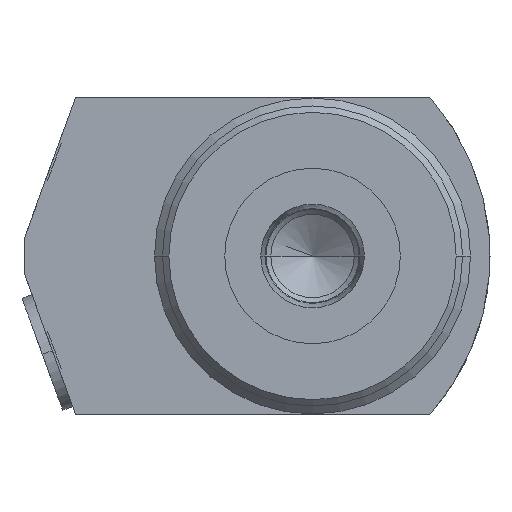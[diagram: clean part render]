
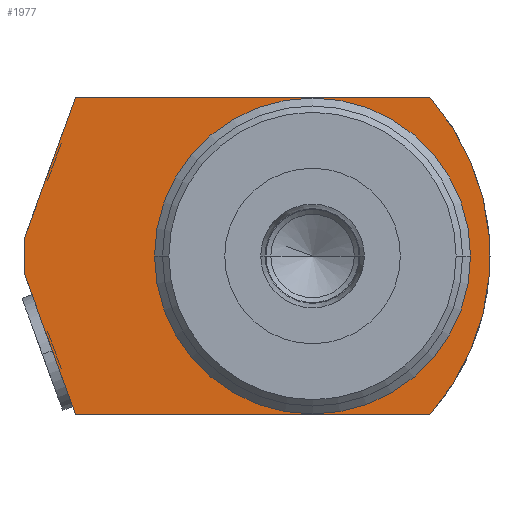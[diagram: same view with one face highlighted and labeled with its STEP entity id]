
A CAD part, left-side view. The second image highlights one B-rep face of the part: STEP entity #1977.
In plain terms, the highlighted planar face has unit normal (-1, 0, 0).
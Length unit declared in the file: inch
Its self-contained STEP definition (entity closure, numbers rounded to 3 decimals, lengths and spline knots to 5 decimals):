
#390=CARTESIAN_POINT('',(0.,-0.291,0.));
#391=DIRECTION('',(-1.,0.,0.));
#392=DIRECTION('',(0.,1.,0.));
#393=AXIS2_PLACEMENT_3D('',#390,#391,#392);
#398=CARTESIAN_POINT('',(0.,-0.291,0.));
#399=DIRECTION('',(1.,0.,0.));
#400=DIRECTION('',(0.,1.,0.));
#401=AXIS2_PLACEMENT_3D('',#398,#399,#400);
#406=DIRECTION('',(0.,0.,1.));
#407=VECTOR('',#406,0.16757);
#408=CARTESIAN_POINT('',(0.,1.063,-0.08379));
#409=LINE('',#408,#407);
#413=DIRECTION('',(0.,-0.342,0.94));
#414=VECTOR('',#413,0.70365);
#415=CARTESIAN_POINT('',(0.,1.063,0.08379));
#416=LINE('',#415,#414);
#420=DIRECTION('',(0.,-1.,0.));
#421=VECTOR('',#420,1.66531);
#422=CARTESIAN_POINT('',(0.,0.82234,0.745));
#423=LINE('',#422,#421);
#427=CARTESIAN_POINT('',(0.,0.,0.));
#428=DIRECTION('',(1.,0.,0.));
#429=DIRECTION('',(0.,-0.749,0.662));
#430=AXIS2_PLACEMENT_3D('',#427,#428,#429);
#435=DIRECTION('',(0.,1.,0.));
#436=VECTOR('',#435,1.66531);
#437=CARTESIAN_POINT('',(0.,-0.84297,-0.745));
#438=LINE('',#437,#436);
#442=DIRECTION('',(0.,0.342,0.94));
#443=VECTOR('',#442,0.70365);
#444=CARTESIAN_POINT('',(0.,0.82234,-0.745));
#445=LINE('',#444,#443);
#1491=CARTESIAN_POINT('',(0.,-0.84297,-0.745));
#1492=CARTESIAN_POINT('',(0.,0.82234,-0.745));
#1493=VERTEX_POINT('',#1491);
#1494=VERTEX_POINT('',#1492);
#1495=CARTESIAN_POINT('',(0.,0.82234,0.745));
#1496=CARTESIAN_POINT('',(0.,-0.84297,0.745));
#1497=VERTEX_POINT('',#1495);
#1498=VERTEX_POINT('',#1496);
#1517=CARTESIAN_POINT('',(0.,0.414,0.));
#1519=VERTEX_POINT('',#1517);
#1521=CARTESIAN_POINT('',(0.,-0.996,0.));
#1523=VERTEX_POINT('',#1521);
#1594=CARTESIAN_POINT('',(0.,1.063,-0.08379));
#1595=CARTESIAN_POINT('',(0.,1.063,0.08379));
#1596=VERTEX_POINT('',#1594);
#1597=VERTEX_POINT('',#1595);
#1954=CARTESIAN_POINT('',(0.,0.,0.));
#1955=DIRECTION('',(1.,0.,0.));
#1956=DIRECTION('',(0.,0.,-1.));
#1957=AXIS2_PLACEMENT_3D('',#1954,#1955,#1956);
#1958=PLANE('',#1957);
#1960=ORIENTED_EDGE('',*,*,#1959,.T.);
#1962=ORIENTED_EDGE('',*,*,#1961,.T.);
#1964=ORIENTED_EDGE('',*,*,#1963,.T.);
#1966=ORIENTED_EDGE('',*,*,#1965,.T.);
#1968=ORIENTED_EDGE('',*,*,#1967,.T.);
#1970=ORIENTED_EDGE('',*,*,#1969,.T.);
#1971=EDGE_LOOP('',(#1960,#1962,#1964,#1966,#1968,#1970));
#1972=FACE_OUTER_BOUND('',#1971,.F.);
#1973=ORIENTED_EDGE('',*,*,#1949,.T.);
#1974=ORIENTED_EDGE('',*,*,#1933,.F.);
#1975=EDGE_LOOP('',(#1973,#1974));
#1976=FACE_BOUND('',#1975,.F.);
#394=CIRCLE('',#393,0.705);
#402=CIRCLE('',#401,0.705);
#431=CIRCLE('',#430,1.125);
#1933=EDGE_CURVE('',#1519,#1523,#402,.T.);
#1949=EDGE_CURVE('',#1519,#1523,#394,.T.);
#1959=EDGE_CURVE('',#1596,#1597,#409,.T.);
#1961=EDGE_CURVE('',#1597,#1497,#416,.T.);
#1963=EDGE_CURVE('',#1497,#1498,#423,.T.);
#1965=EDGE_CURVE('',#1498,#1493,#431,.T.);
#1967=EDGE_CURVE('',#1493,#1494,#438,.T.);
#1969=EDGE_CURVE('',#1494,#1596,#445,.T.);
#1977=ADVANCED_FACE('',(#1972,#1976),#1958,.F.);
